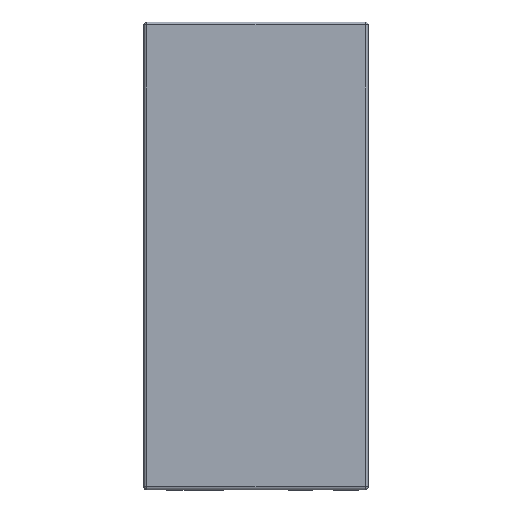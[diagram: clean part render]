
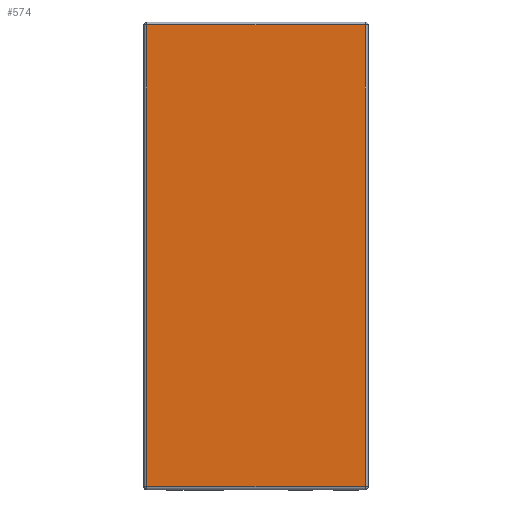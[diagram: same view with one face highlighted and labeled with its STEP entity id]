
A CAD part, top view. The second image highlights one B-rep face of the part: STEP entity #574.
In plain terms, the highlighted planar face has unit normal (0, 0, 1).
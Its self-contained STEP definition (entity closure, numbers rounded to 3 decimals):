
#352=FACE_OUTER_BOUND('',#980,.T.);
#574=ADVANCED_FACE('',(#352),#738,.T.);
#738=PLANE('',#3965);
#980=EDGE_LOOP('',(#1686,#1687,#1688,#1689));
#1686=ORIENTED_EDGE('',*,*,#2847,.T.);
#1687=ORIENTED_EDGE('',*,*,#2848,.T.);
#1688=ORIENTED_EDGE('',*,*,#2849,.T.);
#1689=ORIENTED_EDGE('',*,*,#2846,.T.);
#2409=VERTEX_POINT('',#6619);
#2410=VERTEX_POINT('',#6623);
#2411=VERTEX_POINT('',#6627);
#2412=VERTEX_POINT('',#6629);
#2846=EDGE_CURVE('',#2409,#2410,#3291,.T.);
#2847=EDGE_CURVE('',#2410,#2411,#3292,.T.);
#2848=EDGE_CURVE('',#2411,#2412,#3293,.T.);
#2849=EDGE_CURVE('',#2412,#2409,#3294,.T.);
#3291=LINE('',#6624,#3667);
#3292=LINE('',#6626,#3668);
#3293=LINE('',#6628,#3669);
#3294=LINE('',#6630,#3670);
#3667=VECTOR('',#4722,1.);
#3668=VECTOR('',#4725,1.);
#3669=VECTOR('',#4726,1.);
#3670=VECTOR('',#4727,1.);
#3965=AXIS2_PLACEMENT_3D('',#6631,#4728,#4729);
#4722=DIRECTION('',(0.,1.,0.));
#4725=DIRECTION('',(-1.,0.,0.));
#4726=DIRECTION('',(0.,-1.,0.));
#4727=DIRECTION('',(1.,0.,0.));
#4728=DIRECTION('',(0.,0.,1.));
#4729=DIRECTION('',(-1.,0.,0.));
#6619=CARTESIAN_POINT('',(7.575,-16.03,6.57));
#6623=CARTESIAN_POINT('',(7.575,16.03,6.57));
#6624=CARTESIAN_POINT('',(7.575,-16.03,6.57));
#6626=CARTESIAN_POINT('',(7.575,16.03,6.57));
#6627=CARTESIAN_POINT('',(-7.575,16.03,6.57));
#6628=CARTESIAN_POINT('',(-7.575,16.03,6.57));
#6629=CARTESIAN_POINT('',(-7.575,-16.03,6.57));
#6630=CARTESIAN_POINT('',(-7.575,-16.03,6.57));
#6631=CARTESIAN_POINT('',(0.,0.,6.57));
